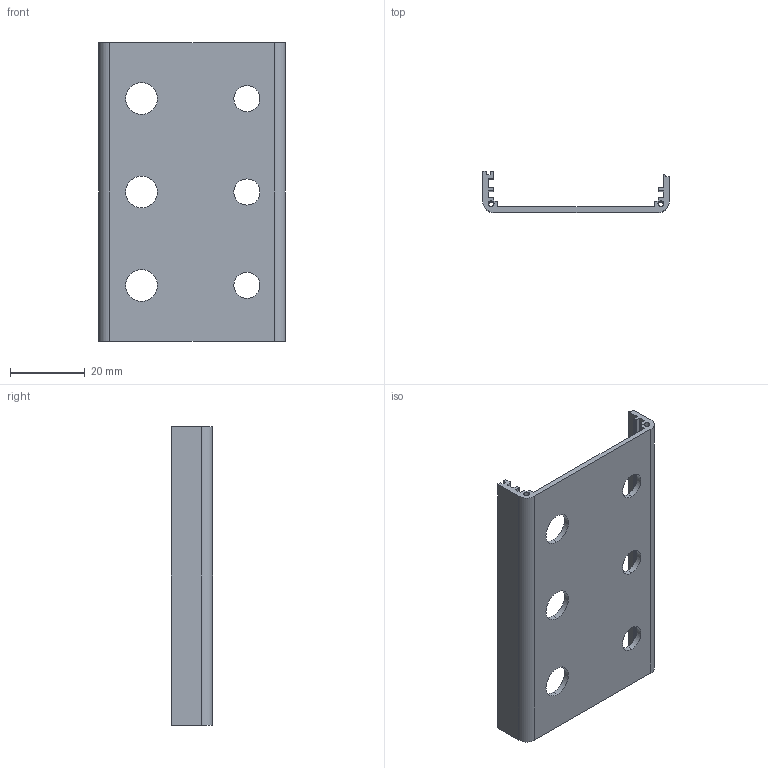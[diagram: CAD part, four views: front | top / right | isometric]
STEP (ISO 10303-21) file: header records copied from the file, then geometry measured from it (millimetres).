
FILE_DESCRIPTION (( 'STEP AP214' ), '1' );
FILE_NAME ('top-case.STEP', '2021-05-23T09:30:10', ( '' ), ( '' ), 'SwSTEP 2.0', 'SolidWorks 2021', '' );
FILE_SCHEMA (( 'AUTOMOTIVE_DESIGN' ));
Length unit declared in the file: millimetre
Products named in the file (1): top-case
Bounding box: 50 x 11 x 80 mm (x, y, z)
Volume: 8351 mm3; surface area: 12254.9 mm2
Topology: 1 solids, 1 shells, 72 faces, 202 edges, 132 vertices
Faces by surface type: cylinder 34, plane 34, cone 4
Entity records: 2484 total; most frequent: DIRECTION 416, CARTESIAN_POINT 407, ORIENTED_EDGE 404, EDGE_CURVE 202, AXIS2_PLACEMENT_3D 141, VECTOR 134, LINE 134, VERTEX_POINT 132
